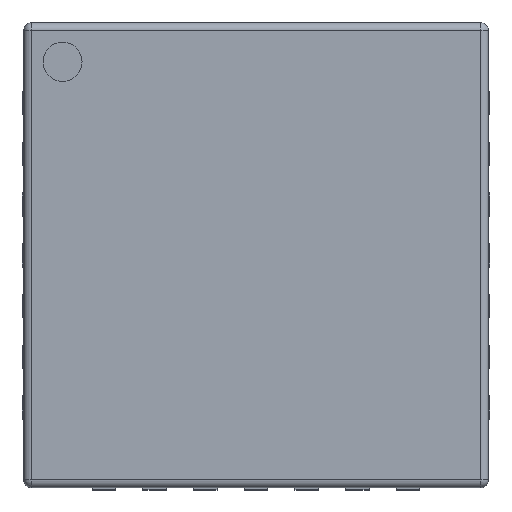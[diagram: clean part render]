
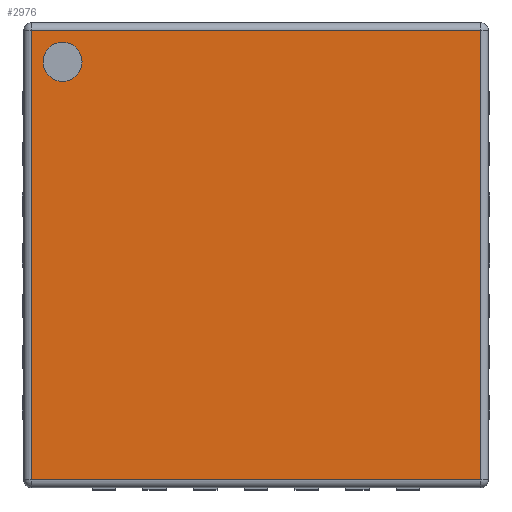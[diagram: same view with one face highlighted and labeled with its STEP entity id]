
A CAD part, top view. The second image highlights one B-rep face of the part: STEP entity #2976.
In plain terms, the highlighted planar face has unit normal (0, 0, 1).
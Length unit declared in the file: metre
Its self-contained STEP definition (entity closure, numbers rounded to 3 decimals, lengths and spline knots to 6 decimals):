
#178=CIRCLE('',#3602,0.00025);
#914=ORIENTED_EDGE('',*,*,#1341,.F.);
#915=ORIENTED_EDGE('',*,*,#1342,.T.);
#916=ORIENTED_EDGE('',*,*,#1343,.T.);
#917=ORIENTED_EDGE('',*,*,#1344,.T.);
#918=ORIENTED_EDGE('',*,*,#1345,.T.);
#1341=EDGE_CURVE('',#1613,#1613,#178,.T.);
#1342=EDGE_CURVE('',#1614,#1615,#1930,.T.);
#1343=EDGE_CURVE('',#1615,#1616,#1931,.T.);
#1344=EDGE_CURVE('',#1616,#1617,#1932,.F.);
#1345=EDGE_CURVE('',#1617,#1614,#1933,.F.);
#1613=VERTEX_POINT('',#5376);
#1614=VERTEX_POINT('',#5378);
#1615=VERTEX_POINT('',#5379);
#1616=VERTEX_POINT('',#5381);
#1617=VERTEX_POINT('',#5383);
#1930=LINE('',#5377,#2245);
#1931=LINE('',#5380,#2246);
#1932=LINE('',#5382,#2247);
#1933=LINE('',#5384,#2248);
#2245=VECTOR('',#4480,1.);
#2246=VECTOR('',#4481,1.);
#2247=VECTOR('',#4482,1.);
#2248=VECTOR('',#4483,1.);
#2428=EDGE_LOOP('',(#914));
#2429=EDGE_LOOP('',(#915,#916,#917,#918));
#2625=FACE_BOUND('',#2428,.T.);
#2626=FACE_BOUND('',#2429,.T.);
#2794=PLANE('',#3601);
#2976=ADVANCED_FACE('',(#2625,#2626),#2794,.T.);
#3601=AXIS2_PLACEMENT_3D('',#5374,#4476,#4477);
#3602=AXIS2_PLACEMENT_3D('',#5375,#4478,#4479);
#4476=DIRECTION('',(0.,0.,1.));
#4477=DIRECTION('',(1.,0.,0.));
#4478=DIRECTION('',(0.,0.,1.));
#4479=DIRECTION('',(1.,0.,0.));
#4480=DIRECTION('',(0.,-1.,0.));
#4481=DIRECTION('',(1.,0.,0.));
#4482=DIRECTION('',(0.,-1.,0.));
#4483=DIRECTION('',(1.,0.,0.));
#5374=CARTESIAN_POINT('',(0.,0.,0.00092));
#5375=CARTESIAN_POINT('',(-0.00248,0.00248,0.00092));
#5376=CARTESIAN_POINT('',(-0.00223,0.00248,0.00092));
#5377=CARTESIAN_POINT('',(-0.00288,-0.00298,0.00092));
#5378=CARTESIAN_POINT('',(-0.00288,0.00288,0.00092));
#5379=CARTESIAN_POINT('',(-0.00288,-0.00288,0.00092));
#5380=CARTESIAN_POINT('',(0.00298,-0.00288,0.00092));
#5381=CARTESIAN_POINT('',(0.00288,-0.00288,0.00092));
#5382=CARTESIAN_POINT('',(0.00288,0.,0.00092));
#5383=CARTESIAN_POINT('',(0.00288,0.00288,0.00092));
#5384=CARTESIAN_POINT('',(0.,0.00288,0.00092));
